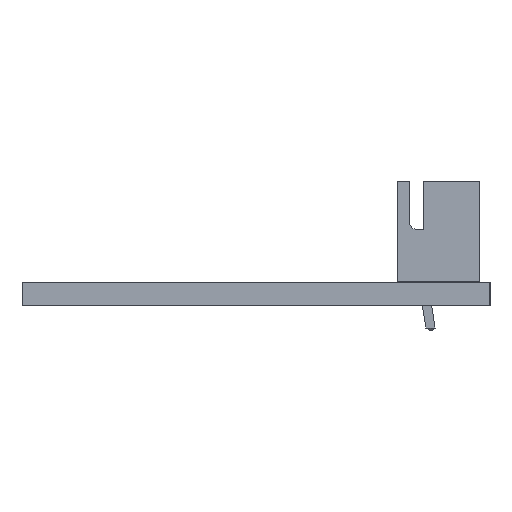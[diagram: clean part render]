
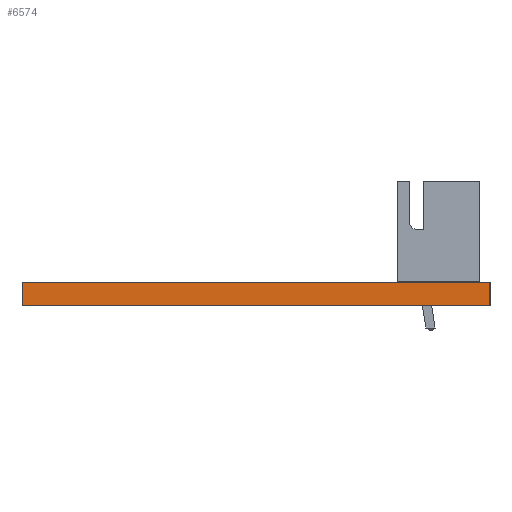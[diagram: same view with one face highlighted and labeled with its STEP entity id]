
A CAD part, left-side view. The second image highlights one B-rep face of the part: STEP entity #6574.
In plain terms, the highlighted planar face has unit normal (-1, 0, 0).
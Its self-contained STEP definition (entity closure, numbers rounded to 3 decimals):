
#6458 = EDGE_CURVE('',#6459,#6461,#6463,.T.);
#6459 = VERTEX_POINT('',#6460);
#6460 = CARTESIAN_POINT('',(0.,32.5,0.));
#6461 = VERTEX_POINT('',#6462);
#6462 = CARTESIAN_POINT('',(0.,32.5,1.6));
#6463 = SURFACE_CURVE('',#6464,(#6468,#6480),.PCURVE_S1.);
#6464 = LINE('',#6465,#6466);
#6465 = CARTESIAN_POINT('',(0.,32.5,0.));
#6466 = VECTOR('',#6467,1.);
#6467 = DIRECTION('',(0.,0.,1.));
#6468 = PCURVE('',#6469,#6474);
#6469 = PLANE('',#6470);
#6470 = AXIS2_PLACEMENT_3D('',#6471,#6472,#6473);
#6471 = CARTESIAN_POINT('',(0.,32.5,0.));
#6472 = DIRECTION('',(0.,1.,0.));
#6473 = DIRECTION('',(1.,0.,0.));
#6474 = DEFINITIONAL_REPRESENTATION('',(#6475),#6479);
#6475 = LINE('',#6476,#6477);
#6476 = CARTESIAN_POINT('',(0.,0.));
#6477 = VECTOR('',#6478,1.);
#6478 = DIRECTION('',(0.,-1.));
#6479 = ( GEOMETRIC_REPRESENTATION_CONTEXT(2) 
PARAMETRIC_REPRESENTATION_CONTEXT() REPRESENTATION_CONTEXT('2D SPACE',''
  ) );
#6480 = PCURVE('',#6481,#6486);
#6481 = PLANE('',#6482);
#6482 = AXIS2_PLACEMENT_3D('',#6483,#6484,#6485);
#6483 = CARTESIAN_POINT('',(0.,0.,0.));
#6484 = DIRECTION('',(-1.,0.,0.));
#6485 = DIRECTION('',(0.,1.,0.));
#6486 = DEFINITIONAL_REPRESENTATION('',(#6487),#6491);
#6487 = LINE('',#6488,#6489);
#6488 = CARTESIAN_POINT('',(32.5,0.));
#6489 = VECTOR('',#6490,1.);
#6490 = DIRECTION('',(0.,-1.));
#6491 = ( GEOMETRIC_REPRESENTATION_CONTEXT(2) 
PARAMETRIC_REPRESENTATION_CONTEXT() REPRESENTATION_CONTEXT('2D SPACE',''
  ) );
#6509 = PLANE('',#6510);
#6510 = AXIS2_PLACEMENT_3D('',#6511,#6512,#6513);
#6511 = CARTESIAN_POINT('',(18.75,16.25,1.6));
#6512 = DIRECTION('',(0.,0.,-1.));
#6513 = DIRECTION('',(-1.,0.,0.));
#6563 = PLANE('',#6564);
#6564 = AXIS2_PLACEMENT_3D('',#6565,#6566,#6567);
#6565 = CARTESIAN_POINT('',(18.75,16.25,0.));
#6566 = DIRECTION('',(0.,0.,-1.));
#6567 = DIRECTION('',(-1.,0.,0.));
#6574 = ADVANCED_FACE('',(#6575),#6481,.T.);
#6575 = FACE_BOUND('',#6576,.T.);
#6576 = EDGE_LOOP('',(#6577,#6607,#6628,#6629));
#6577 = ORIENTED_EDGE('',*,*,#6578,.T.);
#6578 = EDGE_CURVE('',#6579,#6581,#6583,.T.);
#6579 = VERTEX_POINT('',#6580);
#6580 = CARTESIAN_POINT('',(0.,0.,0.));
#6581 = VERTEX_POINT('',#6582);
#6582 = CARTESIAN_POINT('',(0.,0.,1.6));
#6583 = SURFACE_CURVE('',#6584,(#6588,#6595),.PCURVE_S1.);
#6584 = LINE('',#6585,#6586);
#6585 = CARTESIAN_POINT('',(0.,0.,0.));
#6586 = VECTOR('',#6587,1.);
#6587 = DIRECTION('',(0.,0.,1.));
#6588 = PCURVE('',#6481,#6589);
#6589 = DEFINITIONAL_REPRESENTATION('',(#6590),#6594);
#6590 = LINE('',#6591,#6592);
#6591 = CARTESIAN_POINT('',(0.,0.));
#6592 = VECTOR('',#6593,1.);
#6593 = DIRECTION('',(0.,-1.));
#6594 = ( GEOMETRIC_REPRESENTATION_CONTEXT(2) 
PARAMETRIC_REPRESENTATION_CONTEXT() REPRESENTATION_CONTEXT('2D SPACE',''
  ) );
#6595 = PCURVE('',#6596,#6601);
#6596 = PLANE('',#6597);
#6597 = AXIS2_PLACEMENT_3D('',#6598,#6599,#6600);
#6598 = CARTESIAN_POINT('',(37.5,0.,0.));
#6599 = DIRECTION('',(0.,-1.,0.));
#6600 = DIRECTION('',(-1.,0.,0.));
#6601 = DEFINITIONAL_REPRESENTATION('',(#6602),#6606);
#6602 = LINE('',#6603,#6604);
#6603 = CARTESIAN_POINT('',(37.5,0.));
#6604 = VECTOR('',#6605,1.);
#6605 = DIRECTION('',(0.,-1.));
#6606 = ( GEOMETRIC_REPRESENTATION_CONTEXT(2) 
PARAMETRIC_REPRESENTATION_CONTEXT() REPRESENTATION_CONTEXT('2D SPACE',''
  ) );
#6607 = ORIENTED_EDGE('',*,*,#6608,.T.);
#6608 = EDGE_CURVE('',#6581,#6461,#6609,.T.);
#6609 = SURFACE_CURVE('',#6610,(#6614,#6621),.PCURVE_S1.);
#6610 = LINE('',#6611,#6612);
#6611 = CARTESIAN_POINT('',(0.,0.,1.6));
#6612 = VECTOR('',#6613,1.);
#6613 = DIRECTION('',(0.,1.,0.));
#6614 = PCURVE('',#6481,#6615);
#6615 = DEFINITIONAL_REPRESENTATION('',(#6616),#6620);
#6616 = LINE('',#6617,#6618);
#6617 = CARTESIAN_POINT('',(0.,-1.6));
#6618 = VECTOR('',#6619,1.);
#6619 = DIRECTION('',(1.,0.));
#6620 = ( GEOMETRIC_REPRESENTATION_CONTEXT(2) 
PARAMETRIC_REPRESENTATION_CONTEXT() REPRESENTATION_CONTEXT('2D SPACE',''
  ) );
#6621 = PCURVE('',#6509,#6622);
#6622 = DEFINITIONAL_REPRESENTATION('',(#6623),#6627);
#6623 = LINE('',#6624,#6625);
#6624 = CARTESIAN_POINT('',(18.75,-16.25));
#6625 = VECTOR('',#6626,1.);
#6626 = DIRECTION('',(0.,1.));
#6627 = ( GEOMETRIC_REPRESENTATION_CONTEXT(2) 
PARAMETRIC_REPRESENTATION_CONTEXT() REPRESENTATION_CONTEXT('2D SPACE',''
  ) );
#6628 = ORIENTED_EDGE('',*,*,#6458,.F.);
#6629 = ORIENTED_EDGE('',*,*,#6630,.F.);
#6630 = EDGE_CURVE('',#6579,#6459,#6631,.T.);
#6631 = SURFACE_CURVE('',#6632,(#6636,#6643),.PCURVE_S1.);
#6632 = LINE('',#6633,#6634);
#6633 = CARTESIAN_POINT('',(0.,0.,0.));
#6634 = VECTOR('',#6635,1.);
#6635 = DIRECTION('',(0.,1.,0.));
#6636 = PCURVE('',#6481,#6637);
#6637 = DEFINITIONAL_REPRESENTATION('',(#6638),#6642);
#6638 = LINE('',#6639,#6640);
#6639 = CARTESIAN_POINT('',(0.,0.));
#6640 = VECTOR('',#6641,1.);
#6641 = DIRECTION('',(1.,0.));
#6642 = ( GEOMETRIC_REPRESENTATION_CONTEXT(2) 
PARAMETRIC_REPRESENTATION_CONTEXT() REPRESENTATION_CONTEXT('2D SPACE',''
  ) );
#6643 = PCURVE('',#6563,#6644);
#6644 = DEFINITIONAL_REPRESENTATION('',(#6645),#6649);
#6645 = LINE('',#6646,#6647);
#6646 = CARTESIAN_POINT('',(18.75,-16.25));
#6647 = VECTOR('',#6648,1.);
#6648 = DIRECTION('',(0.,1.));
#6649 = ( GEOMETRIC_REPRESENTATION_CONTEXT(2) 
PARAMETRIC_REPRESENTATION_CONTEXT() REPRESENTATION_CONTEXT('2D SPACE',''
  ) );
